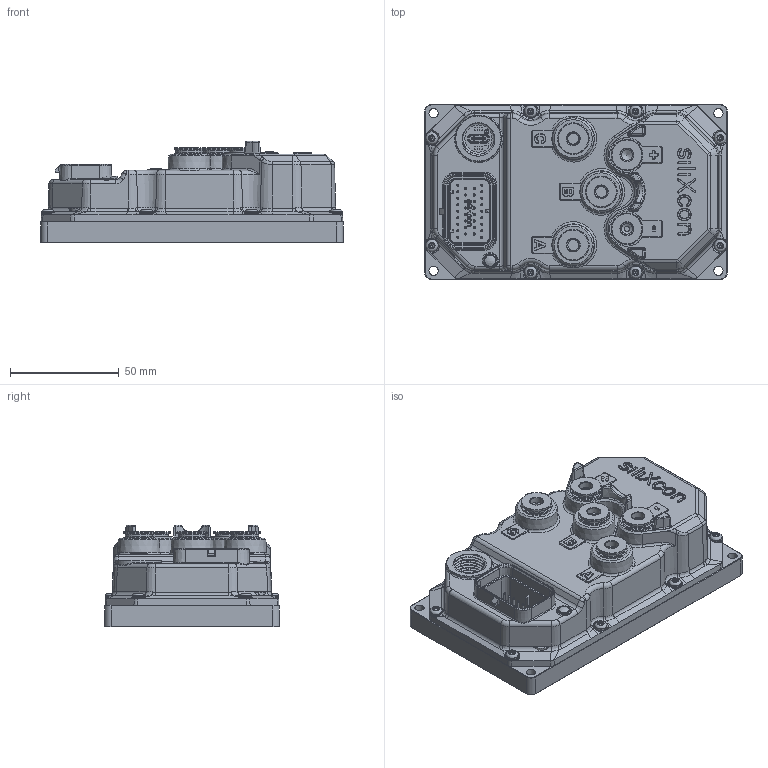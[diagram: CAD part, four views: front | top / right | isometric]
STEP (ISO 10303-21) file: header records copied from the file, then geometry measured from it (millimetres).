
FILE_DESCRIPTION(/* description */ (''),/* implementation_level */ '2;1');
FILE_NAME(/* name */ 'SX_controller_public_2-v2.step',/* time_stamp */ '2022-08-10T08:59:17+02:00',/* author */ (''),/* organization */ (''),/* preprocessor_version */ 'ST-DEVELOPER v19',/* originating_system */ 'Autodesk Translation Framework v11.7.0.108',/* authorisation */ '');
FILE_SCHEMA (('AUTOMOTIVE_DESIGN { 1 0 10303 214 3 1 1 }'));
Products named in the file (1): SX_controller_public_2
Bounding box: 139.3 x 80.6 x 46.95 mm (x, y, z)
Volume: 335497.6 mm3; surface area: 50106.2 mm2
Topology: 1 solids, 1 shells, 2868 faces, 7280 edges, 4478 vertices
Faces by surface type: bspline 952, plane 831, cylinder 664, cone 290, torus 108, sphere 23
Full cylindrical faces by diameter (mm): 1 x34, 4.234 x4, 5 x1, 5.035 x5, 5.6 x8, 6 x5, 10.8 x5, 12.4 x5, 14 x10, 14.526 x7, 16.203 x6
Entity records: 147542 total; most frequent: CARTESIAN_POINT 84620, ORIENTED_EDGE 14414, DIRECTION 10738, EDGE_CURVE 7207, VERTEX_POINT 4478, AXIS2_PLACEMENT_3D 3681, LINE 3376, VECTOR 3376
